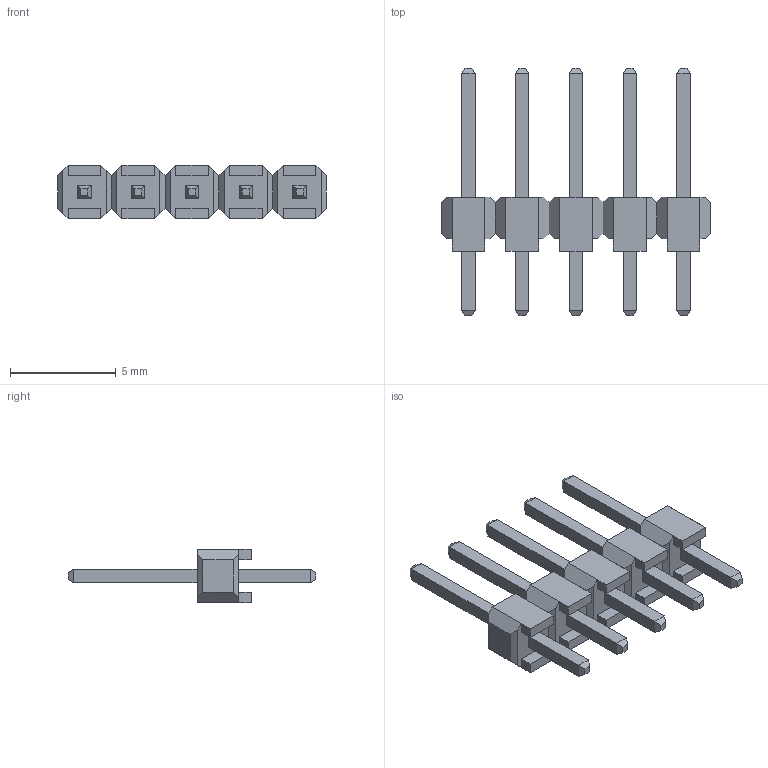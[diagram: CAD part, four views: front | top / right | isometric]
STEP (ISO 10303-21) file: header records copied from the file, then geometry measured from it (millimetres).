
FILE_DESCRIPTION((''),'2;1');
FILE_NAME('M20-999_ASM','2012-12-21T',('wbourne'),(''),'PRO/ENGINEER BY PARAMETRIC TECHNOLOGY CORPORATION, 2011490','PRO/ENGINEER BY PARAMETRIC TECHNOLOGY CORPORATION, 2011490','');
FILE_SCHEMA(('CONFIG_CONTROL_DESIGN','SHAPE_APPEARANCE_LAYERS_GROUPS'));
Length unit declared in the file: millimetre
Products named in the file (3): M20-999-MOULD; M20-999-PIN; M20-999_ASM
Assembly tree (6 placements, depth 2):
  M20-999_ASM
    M20-999-MOULD
    M20-999-PIN  x5
Bounding box: 12.7 x 11.68 x 2.54 mm (x, y, z)
Volume: 80.5 mm3; surface area: 316.9 mm2
Topology: 6 solids, 6 shells, 192 faces, 464 edges, 284 vertices
Faces by surface type: plane 192
Entity records: 5226 total; most frequent: CARTESIAN_POINT 717, ORIENTED_EDGE 704, DIRECTION 642, PRESENTATION_STYLE_ASSIGNMENT 354, STYLED_ITEM 354, VECTOR 352, LINE 352, CURVE_STYLE 352
